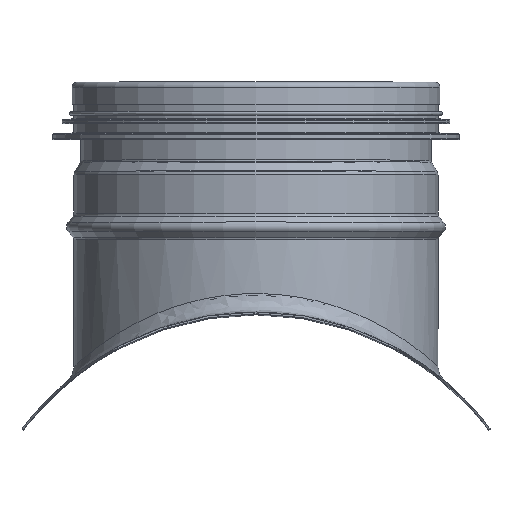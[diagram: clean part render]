
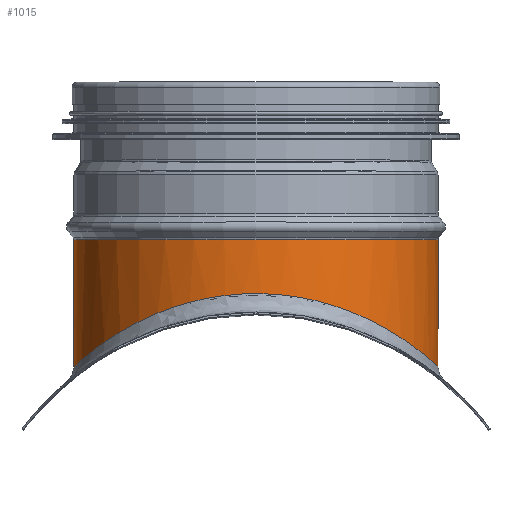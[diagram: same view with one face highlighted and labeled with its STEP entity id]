
A CAD part, top view. The second image highlights one B-rep face of the part: STEP entity #1015.
In plain terms, the highlighted cylindrical face has radius 49.025 mm (diameter 98.05 mm), a full revolution.
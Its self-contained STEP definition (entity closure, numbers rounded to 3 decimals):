
#719=CARTESIAN_POINT('',(0.,84.,-49.025));
#720=VERTEX_POINT('',#719);
#728=CARTESIAN_POINT('',(0.,84.001,-49.025));
#729=CARTESIAN_POINT('',(3.785,84.001,-49.025));
#730=CARTESIAN_POINT('',(11.351,83.366,-48.141));
#731=CARTESIAN_POINT('',(25.404,79.855,-43.049));
#732=CARTESIAN_POINT('',(37.62,73.525,-33.09));
#733=CARTESIAN_POINT('',(46.144,66.994,-18.6));
#734=CARTESIAN_POINT('',(49.079,64.267,-6.351));
#735=CARTESIAN_POINT('',(49.072,64.281,3.806));
#736=CARTESIAN_POINT('',(47.521,65.704,13.75));
#737=CARTESIAN_POINT('',(42.909,69.655,25.123));
#738=CARTESIAN_POINT('',(33.973,75.563,36.289));
#739=CARTESIAN_POINT('',(22.068,80.884,44.597));
#740=CARTESIAN_POINT('',(7.706,84.132,49.214));
#741=CARTESIAN_POINT('',(-7.706,84.134,49.215));
#742=CARTESIAN_POINT('',(-22.067,80.883,44.598));
#743=CARTESIAN_POINT('',(-33.973,75.564,36.288));
#744=CARTESIAN_POINT('',(-42.909,69.653,25.124));
#745=CARTESIAN_POINT('',(-47.519,65.705,13.752));
#746=CARTESIAN_POINT('',(-49.073,64.281,3.807));
#747=CARTESIAN_POINT('',(-49.077,64.266,-6.353));
#748=CARTESIAN_POINT('',(-46.149,66.994,-18.595));
#749=CARTESIAN_POINT('',(-39.439,72.125,-29.992));
#750=CARTESIAN_POINT('',(-31.054,76.933,-38.444));
#751=CARTESIAN_POINT('',(-21.882,80.734,-44.327));
#752=CARTESIAN_POINT('',(-11.357,83.366,-48.139));
#753=CARTESIAN_POINT('',(-3.784,84.,-49.025));
#754=CARTESIAN_POINT('',(0.,84.001,-49.025));
#755=B_SPLINE_CURVE_WITH_KNOTS('',3,(#728,#729,#730,#731,#732,#733,#734,#735,#736,#737,#738,#739,#740,#741,#742,#743,#744,#745,#746,#747,#748,#749,#750,#751,#752,#753,#754),.UNSPECIFIED.,.T.,.U.,(4,1,1,1,1,1,1,1,1,1,1,1,1,1,1,1,1,1,1,1,1,1,1,1,4),(17.522,18.774,20.025,22.529,24.197,25.866,26.7,27.535,29.204,30.872,32.541,34.21,35.879,37.548,39.216,40.885,42.554,43.388,44.223,45.891,47.56,48.812,50.063,51.315,52.567),.UNSPECIFIED.);
#756=EDGE_CURVE('',#720,#720,#755,.T.);
#996=CARTESIAN_POINT('',(0.,80.25,0.0));
#997=DIRECTION('',(0.,1.0,0.0));
#998=DIRECTION('',(-1.0,0.0,0.0));
#999=AXIS2_PLACEMENT_3D('',#996,#997,#998);
#1000=CYLINDRICAL_SURFACE('',#999,49.025);
#1001=CARTESIAN_POINT('',(-49.025,98.5,0.0));
#1002=VERTEX_POINT('',#1001);
#1003=CARTESIAN_POINT('',(0.,98.5,0.0));
#1004=DIRECTION('',(0.0,1.0,0.0));
#1005=DIRECTION('',(-1.0,0.0,0.0));
#1006=AXIS2_PLACEMENT_3D('',#1003,#1004,#1005);
#1007=CIRCLE('',#1006,49.025);
#1008=EDGE_CURVE('',#1002,#1002,#1007,.T.);
#1009=ORIENTED_EDGE('',*,*,#1008,.F.);
#1010=EDGE_LOOP('',(#1009));
#1011=FACE_OUTER_BOUND('',#1010,.T.);
#1012=ORIENTED_EDGE('',*,*,#756,.F.);
#1013=EDGE_LOOP('',(#1012));
#1014=FACE_BOUND('',#1013,.T.);
#1015=ADVANCED_FACE('',(#1011,#1014),#1000,.T.);
